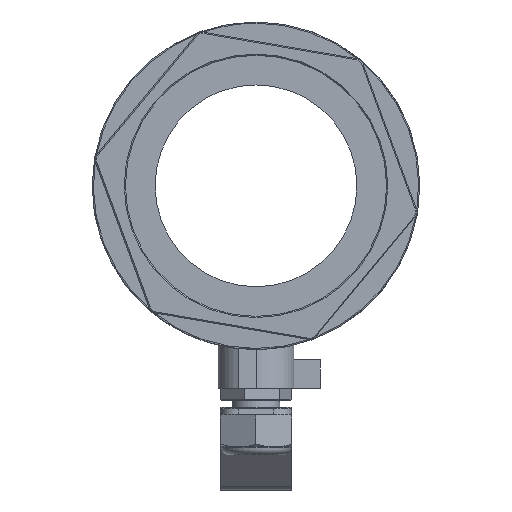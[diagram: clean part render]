
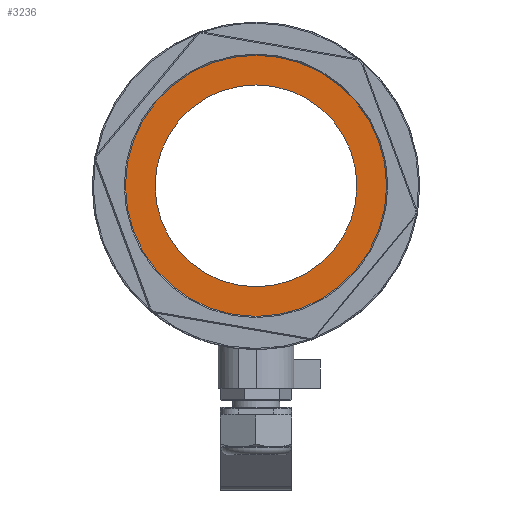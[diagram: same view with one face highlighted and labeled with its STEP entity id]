
A CAD part, front view. The second image highlights one B-rep face of the part: STEP entity #3236.
In plain terms, the highlighted planar face has unit normal (0, -1, 0).
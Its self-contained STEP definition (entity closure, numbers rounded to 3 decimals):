
#127=FACE_BOUND('',#508,.T.);
#144=PLANE('',#3496);
#298=FACE_OUTER_BOUND('',#507,.T.);
#507=EDGE_LOOP('',(#2216));
#508=EDGE_LOOP('',(#2217));
#1198=CIRCLE('',#3488,55.);
#1205=CIRCLE('',#3497,42.5);
#1390=VERTEX_POINT('',#4967);
#1403=VERTEX_POINT('',#4996);
#1702=EDGE_CURVE('',#1390,#1390,#1198,.T.);
#1715=EDGE_CURVE('',#1403,#1403,#1205,.T.);
#2216=ORIENTED_EDGE('',*,*,#1702,.F.);
#2217=ORIENTED_EDGE('',*,*,#1715,.F.);
#3236=ADVANCED_FACE('',(#298,#127),#144,.F.);
#3488=AXIS2_PLACEMENT_3D('',#4969,#3910,#3911);
#3496=AXIS2_PLACEMENT_3D('',#4995,#3932,#3933);
#3497=AXIS2_PLACEMENT_3D('',#4997,#3934,#3935);
#3910=DIRECTION('center_axis',(0.,1.,0.));
#3911=DIRECTION('ref_axis',(1.,0.,0.));
#3932=DIRECTION('center_axis',(0.,1.,0.));
#3933=DIRECTION('ref_axis',(1.,0.,0.));
#3934=DIRECTION('center_axis',(0.,-1.,0.));
#3935=DIRECTION('ref_axis',(1.,0.,0.));
#4967=CARTESIAN_POINT('',(-55.,24.,0.));
#4969=CARTESIAN_POINT('Origin',(0.,24.,0.));
#4995=CARTESIAN_POINT('Origin',(0.,24.,0.));
#4996=CARTESIAN_POINT('',(-42.5,24.,0.));
#4997=CARTESIAN_POINT('Origin',(0.,24.,0.));
